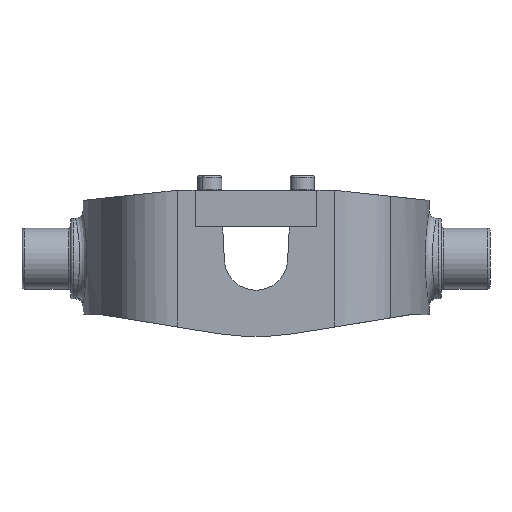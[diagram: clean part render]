
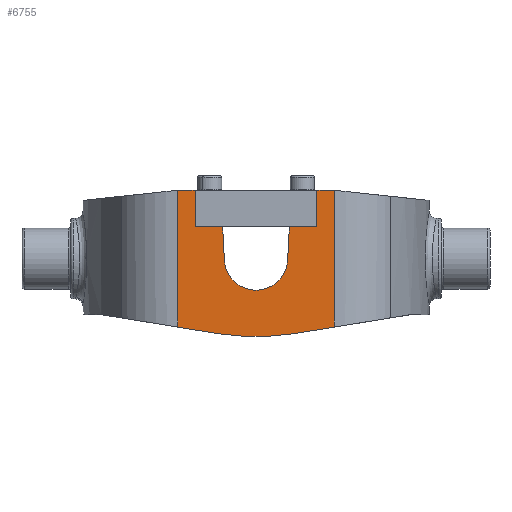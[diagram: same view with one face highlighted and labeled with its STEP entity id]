
A CAD part, front view. The second image highlights one B-rep face of the part: STEP entity #6755.
In plain terms, the highlighted planar face has unit normal (0, -1, 0).
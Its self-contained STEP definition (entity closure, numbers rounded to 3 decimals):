
#22 = EDGE_CURVE ( 'NONE', #3337, #2257, #4840, .T. ) ;
#67 = CARTESIAN_POINT ( 'NONE',  ( -25., -70., 28. ) ) ;
#104 = VERTEX_POINT ( 'NONE', #3927 ) ;
#129 = LINE ( 'NONE', #3213, #1481 ) ;
#259 = CARTESIAN_POINT ( 'NONE',  ( -32.16, -70., 28. ) ) ;
#328 = ORIENTED_EDGE ( 'NONE', *, *, #2854, .T. ) ;
#523 = ORIENTED_EDGE ( 'NONE', *, *, #3173, .T. ) ;
#601 = DIRECTION ( 'NONE',  ( 0., -1., 0. ) ) ;
#700 = VECTOR ( 'NONE', #4168, 1000. ) ;
#713 = EDGE_LOOP ( 'NONE', ( #523, #1363, #1265, #3265, #6417, #1130, #328, #5579, #3552, #4673, #847, #5337, #6709, #2370 ) ) ;
#771 = VECTOR ( 'NONE', #6376, 1000. ) ;
#789 = AXIS2_PLACEMENT_3D ( 'NONE', #1436, #3523, #5649 ) ;
#845 = VERTEX_POINT ( 'NONE', #6170 ) ;
#847 = ORIENTED_EDGE ( 'NONE', *, *, #2171, .F. ) ;
#1017 = AXIS2_PLACEMENT_3D ( 'NONE', #2176, #601, #5342 ) ;
#1058 = VERTEX_POINT ( 'NONE', #1317 ) ;
#1130 = ORIENTED_EDGE ( 'NONE', *, *, #3549, .F. ) ;
#1198 = DIRECTION ( 'NONE',  ( -1., 0., 0. ) ) ;
#1261 = CARTESIAN_POINT ( 'NONE',  ( -15., -70., -30.869 ) ) ;
#1265 = ORIENTED_EDGE ( 'NONE', *, *, #5243, .F. ) ;
#1277 = CARTESIAN_POINT ( 'NONE',  ( -25., -70., 28. ) ) ;
#1292 = VERTEX_POINT ( 'NONE', #1261 ) ;
#1317 = CARTESIAN_POINT ( 'NONE',  ( 13.681, -70., 13. ) ) ;
#1363 = ORIENTED_EDGE ( 'NONE', *, *, #4394, .F. ) ;
#1436 = CARTESIAN_POINT ( 'NONE',  ( 0., -70., 0. ) ) ;
#1481 = VECTOR ( 'NONE', #4686, 1000. ) ;
#1567 = CARTESIAN_POINT ( 'NONE',  ( 32.16, -70., -32. ) ) ;
#1699 = VERTEX_POINT ( 'NONE', #2834 ) ;
#1853 = CARTESIAN_POINT ( 'NONE',  ( -25., -70., 13. ) ) ;
#1964 = VECTOR ( 'NONE', #6361, 1000. ) ;
#1966 = LINE ( 'NONE', #2698, #4782 ) ;
#2017 = CARTESIAN_POINT ( 'NONE',  ( 13.786, -70., 15. ) ) ;
#2135 = LINE ( 'NONE', #3704, #771 ) ;
#2155 = CIRCLE ( 'NONE', #4792, 100. ) ;
#2171 = EDGE_CURVE ( 'NONE', #5154, #1058, #6073, .T. ) ;
#2176 = CARTESIAN_POINT ( 'NONE',  ( -32.16, -70., -32. ) ) ;
#2180 = EDGE_CURVE ( 'NONE', #6081, #1058, #5111, .T. ) ;
#2210 = VECTOR ( 'NONE', #3187, 1000. ) ;
#2211 = CARTESIAN_POINT ( 'NONE',  ( -13.786, -70., 15. ) ) ;
#2230 = CARTESIAN_POINT ( 'NONE',  ( -32.16, -70., -32. ) ) ;
#2238 = CARTESIAN_POINT ( 'NONE',  ( -32.16, -70., 28. ) ) ;
#2257 = VERTEX_POINT ( 'NONE', #4658 ) ;
#2352 = DIRECTION ( 'NONE',  ( 1., 0., 0. ) ) ;
#2370 = ORIENTED_EDGE ( 'NONE', *, *, #5198, .T. ) ;
#2428 = CARTESIAN_POINT ( 'NONE',  ( 15., -70., -30.869 ) ) ;
#2544 = LINE ( 'NONE', #2238, #3809 ) ;
#2688 = EDGE_CURVE ( 'NONE', #3137, #6081, #129, .T. ) ;
#2698 = CARTESIAN_POINT ( 'NONE',  ( -25., -70., 13. ) ) ;
#2741 = DIRECTION ( 'NONE',  ( 1., 0., 0. ) ) ;
#2783 = EDGE_CURVE ( 'NONE', #6730, #1292, #2155, .T. ) ;
#2834 = CARTESIAN_POINT ( 'NONE',  ( 32.16, -70., 28. ) ) ;
#2854 = EDGE_CURVE ( 'NONE', #6748, #1699, #3551, .T. ) ;
#3033 = CARTESIAN_POINT ( 'NONE',  ( -13.681, -70., 13. ) ) ;
#3137 = VERTEX_POINT ( 'NONE', #5246 ) ;
#3173 = EDGE_CURVE ( 'NONE', #4994, #3860, #6215, .T. ) ;
#3187 = DIRECTION ( 'NONE',  ( 0., 0., 1. ) ) ;
#3213 = CARTESIAN_POINT ( 'NONE',  ( 25., -70., 28. ) ) ;
#3245 = VECTOR ( 'NONE', #5284, 1000. ) ;
#3265 = ORIENTED_EDGE ( 'NONE', *, *, #6321, .F. ) ;
#3295 = PLANE ( 'NONE',  #1017 ) ;
#3337 = VERTEX_POINT ( 'NONE', #3033 ) ;
#3449 = EDGE_CURVE ( 'NONE', #2257, #5154, #4450, .T. ) ;
#3451 = FACE_OUTER_BOUND ( 'NONE', #713, .T. ) ;
#3523 = DIRECTION ( 'NONE',  ( 0., -1., 0. ) ) ;
#3549 = EDGE_CURVE ( 'NONE', #6748, #6730, #4799, .T. ) ;
#3551 = LINE ( 'NONE', #1567, #3245 ) ;
#3552 = ORIENTED_EDGE ( 'NONE', *, *, #2688, .T. ) ;
#3641 = CARTESIAN_POINT ( 'NONE',  ( 63.35, -70., -23. ) ) ;
#3690 = LINE ( 'NONE', #2230, #6559 ) ;
#3704 = CARTESIAN_POINT ( 'NONE',  ( -63.35, -70., -23. ) ) ;
#3809 = VECTOR ( 'NONE', #2741, 1000. ) ;
#3860 = VERTEX_POINT ( 'NONE', #1277 ) ;
#3881 = EDGE_CURVE ( 'NONE', #3137, #1699, #3882, .T. ) ;
#3882 = LINE ( 'NONE', #259, #5556 ) ;
#3927 = CARTESIAN_POINT ( 'NONE',  ( -32.16, -70., -28.076 ) ) ;
#4125 = CARTESIAN_POINT ( 'NONE',  ( 0., -70., 68. ) ) ;
#4168 = DIRECTION ( 'NONE',  ( -1., 0., 0. ) ) ;
#4267 = CARTESIAN_POINT ( 'NONE',  ( 13., -70., 0. ) ) ;
#4394 = EDGE_CURVE ( 'NONE', #845, #3860, #2544, .T. ) ;
#4450 = CIRCLE ( 'NONE', #789, 13. ) ;
#4658 = CARTESIAN_POINT ( 'NONE',  ( -13., -70., 0. ) ) ;
#4673 = ORIENTED_EDGE ( 'NONE', *, *, #2180, .T. ) ;
#4686 = DIRECTION ( 'NONE',  ( 0., 0., -1. ) ) ;
#4782 = VECTOR ( 'NONE', #1198, 1000. ) ;
#4792 = AXIS2_PLACEMENT_3D ( 'NONE', #4125, #4839, #5118 ) ;
#4799 = LINE ( 'NONE', #3641, #1964 ) ;
#4839 = DIRECTION ( 'NONE',  ( 0., 1., 0. ) ) ;
#4840 = LINE ( 'NONE', #2211, #4925 ) ;
#4925 = VECTOR ( 'NONE', #5023, 1000. ) ;
#4935 = DIRECTION ( 'NONE',  ( 0., 0., 1. ) ) ;
#4994 = VERTEX_POINT ( 'NONE', #1853 ) ;
#5023 = DIRECTION ( 'NONE',  ( 0.052, 0., -0.999 ) ) ;
#5111 = LINE ( 'NONE', #5858, #700 ) ;
#5118 = DIRECTION ( 'NONE',  ( 0., 0., 1. ) ) ;
#5154 = VERTEX_POINT ( 'NONE', #4267 ) ;
#5198 = EDGE_CURVE ( 'NONE', #3337, #4994, #1966, .T. ) ;
#5243 = EDGE_CURVE ( 'NONE', #104, #845, #3690, .T. ) ;
#5246 = CARTESIAN_POINT ( 'NONE',  ( 25., -70., 28. ) ) ;
#5284 = DIRECTION ( 'NONE',  ( 0., 0., 1. ) ) ;
#5337 = ORIENTED_EDGE ( 'NONE', *, *, #3449, .F. ) ;
#5342 = DIRECTION ( 'NONE',  ( 0., 0., -1. ) ) ;
#5556 = VECTOR ( 'NONE', #2352, 1000. ) ;
#5579 = ORIENTED_EDGE ( 'NONE', *, *, #3881, .F. ) ;
#5649 = DIRECTION ( 'NONE',  ( 0., 0., -1. ) ) ;
#5831 = CARTESIAN_POINT ( 'NONE',  ( 32.16, -70., -28.076 ) ) ;
#5858 = CARTESIAN_POINT ( 'NONE',  ( -25., -70., 13. ) ) ;
#5899 = CARTESIAN_POINT ( 'NONE',  ( 25., -70., 13. ) ) ;
#6073 = LINE ( 'NONE', #2017, #6432 ) ;
#6081 = VERTEX_POINT ( 'NONE', #5899 ) ;
#6170 = CARTESIAN_POINT ( 'NONE',  ( -32.16, -70., 28. ) ) ;
#6202 = DIRECTION ( 'NONE',  ( 0.052, 0., 0.999 ) ) ;
#6215 = LINE ( 'NONE', #67, #2210 ) ;
#6321 = EDGE_CURVE ( 'NONE', #1292, #104, #2135, .T. ) ;
#6361 = DIRECTION ( 'NONE',  ( -0.987, 0., -0.161 ) ) ;
#6376 = DIRECTION ( 'NONE',  ( -0.987, 0., 0.161 ) ) ;
#6417 = ORIENTED_EDGE ( 'NONE', *, *, #2783, .F. ) ;
#6432 = VECTOR ( 'NONE', #6202, 1000. ) ;
#6559 = VECTOR ( 'NONE', #4935, 1000. ) ;
#6709 = ORIENTED_EDGE ( 'NONE', *, *, #22, .F. ) ;
#6730 = VERTEX_POINT ( 'NONE', #2428 ) ;
#6748 = VERTEX_POINT ( 'NONE', #5831 ) ;
#6755 = ADVANCED_FACE ( 'NONE', ( #3451 ), #3295, .T. ) ;
